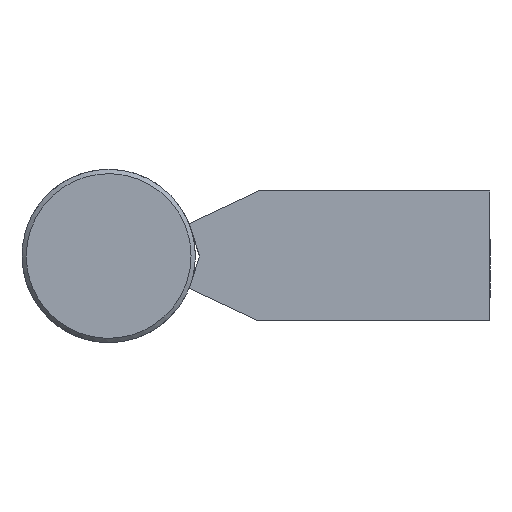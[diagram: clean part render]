
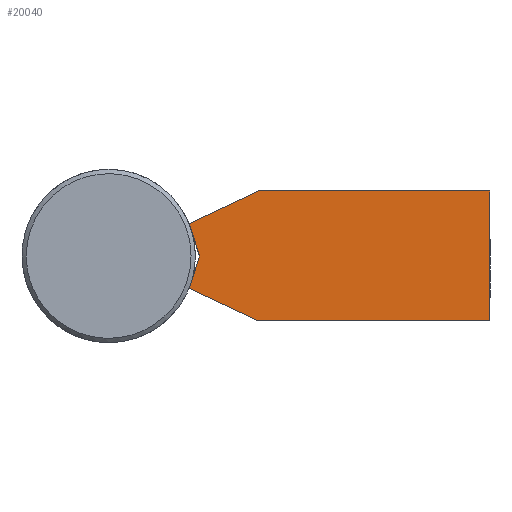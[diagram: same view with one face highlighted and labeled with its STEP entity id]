
A CAD part, left-side view. The second image highlights one B-rep face of the part: STEP entity #20040.
In plain terms, the highlighted free-form (B-spline) face has degree [1, 1] with [2, 2] control points.
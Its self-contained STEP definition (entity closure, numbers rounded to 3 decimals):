
#1410 = CARTESIAN_POINT ('', (0., 67.04, 0.));
#1420 = VERTEX_POINT ('', #1410);
#1480 = CARTESIAN_POINT ('', (0., 69.405, 7.5));
#1490 = VERTEX_POINT ('', #1480);
#1500 = CARTESIAN_POINT ('', (0., 67.04, 0.));
#1510 = CARTESIAN_POINT ('', (0., 69.405, 7.5));
#1520 = B_SPLINE_CURVE_WITH_KNOTS ('', 1, (#1500, #1510), .UNSPECIFIED., .F., .U., (2, 2), (0., 1.), .UNSPECIFIED.);
#1530 = EDGE_CURVE ('', #1420, #1490, #1520, .T.);
#3910 = CARTESIAN_POINT ('', (0., 69.405, -7.5));
#3920 = VERTEX_POINT ('', #3910);
#3980 = CARTESIAN_POINT ('', (0., 69.405, -7.5));
#3990 = CARTESIAN_POINT ('', (0., 67.04, 0.));
#4000 = B_SPLINE_CURVE_WITH_KNOTS ('', 1, (#3980, #3990), .UNSPECIFIED., .F., .U., (2, 2), (0., 1.), .UNSPECIFIED.);
#4010 = EDGE_CURVE ('', #3920, #1420, #4000, .T.);
#7000 = CARTESIAN_POINT ('', (0., 0., 15.));
#7010 = VERTEX_POINT ('', #7000);
#7020 = CARTESIAN_POINT ('', (0., 0., -15.));
#7030 = VERTEX_POINT ('', #7020);
#7040 = CARTESIAN_POINT ('', (0., 0., 15.));
#7050 = CARTESIAN_POINT ('', (0., 0., -15.));
#7060 = B_SPLINE_CURVE_WITH_KNOTS ('', 1, (#7040, #7050), .UNSPECIFIED., .F., .U., (2, 2), (0., 1.), .UNSPECIFIED.);
#7070 = EDGE_CURVE ('', #7010, #7030, #7060, .T.);
#10390 = CARTESIAN_POINT ('', (0., 53.321, -15.));
#10400 = VERTEX_POINT ('', #10390);
#10410 = CARTESIAN_POINT ('', (0., 0., -15.));
#10420 = CARTESIAN_POINT ('', (0., 53.321, -15.));
#10430 = B_SPLINE_CURVE_WITH_KNOTS ('', 1, (#10410, #10420), .UNSPECIFIED., .F., .U., (2, 2), (0., 1.), .UNSPECIFIED.);
#10440 = EDGE_CURVE ('', #7030, #10400, #10430, .T.);
#13050 = CARTESIAN_POINT ('', (0., 53.321, 15.));
#13060 = VERTEX_POINT ('', #13050);
#13070 = CARTESIAN_POINT ('', (0., 0., 15.));
#13080 = CARTESIAN_POINT ('', (0., 53.321, 15.));
#13090 = B_SPLINE_CURVE_WITH_KNOTS ('', 1, (#13070, #13080), .UNSPECIFIED., .F., .U., (2, 2), (0., 1.), .UNSPECIFIED.);
#13100 = EDGE_CURVE ('', #7010, #13060, #13090, .T.);
#19700 = CARTESIAN_POINT ('', (0., 69.405, 7.5));
#19710 = CARTESIAN_POINT ('', (0., 53.321, 15.));
#19720 = B_SPLINE_CURVE_WITH_KNOTS ('', 1, (#19700, #19710), .UNSPECIFIED., .F., .U., (2, 2), (0., 1.), .UNSPECIFIED.);
#19730 = EDGE_CURVE ('', #1490, #13060, #19720, .T.);
#19860 = CARTESIAN_POINT ('', (0., 53.321, -15.));
#19870 = CARTESIAN_POINT ('', (0., 69.405, -7.5));
#19880 = B_SPLINE_CURVE_WITH_KNOTS ('', 1, (#19860, #19870), .UNSPECIFIED., .F., .U., (2, 2), (0., 1.), .UNSPECIFIED.);
#19890 = EDGE_CURVE ('', #10400, #3920, #19880, .T.);
#19900 = ORIENTED_EDGE ('', *, *, #19890, .F.);
#19910 = ORIENTED_EDGE ('', *, *, #10440, .F.);
#19920 = ORIENTED_EDGE ('', *, *, #7070, .F.);
#19930 = ORIENTED_EDGE ('', *, *, #13100, .T.);
#19940 = ORIENTED_EDGE ('', *, *, #19730, .F.);
#19950 = ORIENTED_EDGE ('', *, *, #1530, .F.);
#19960 = ORIENTED_EDGE ('', *, *, #4010, .F.);
#19970 = EDGE_LOOP ('', (#19900, #19910, #19920, #19930, #19940, #19950, #19960));
#19980 = FACE_OUTER_BOUND ('', #19970, .T.);
#19990 = CARTESIAN_POINT ('', (0., 0., -15.));
#20000 = CARTESIAN_POINT ('', (0., 69.821, -15.));
#20010 = CARTESIAN_POINT ('', (0., 0., 15.));
#20020 = CARTESIAN_POINT ('', (0., 69.821, 15.));
#20030 = B_SPLINE_SURFACE_WITH_KNOTS ('', 1, 1, ((#19990, #20000), (#20010, #20020)), .UNSPECIFIED., .F., .F., .U., (2, 2), (2, 2), (0., 1.), (0., 1.), .UNSPECIFIED.);
#20040 = ADVANCED_FACE ('', (#19980), #20030, .T.);
